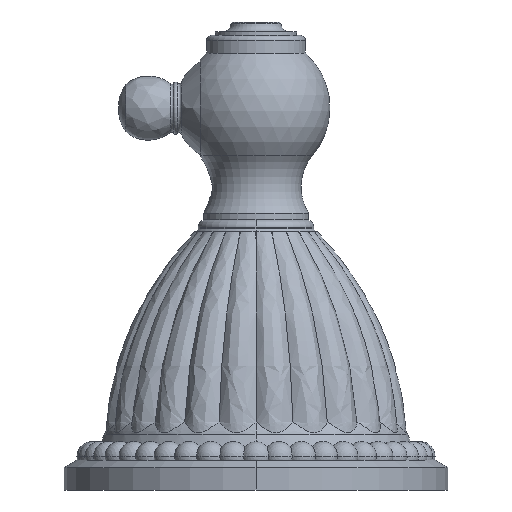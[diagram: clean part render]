
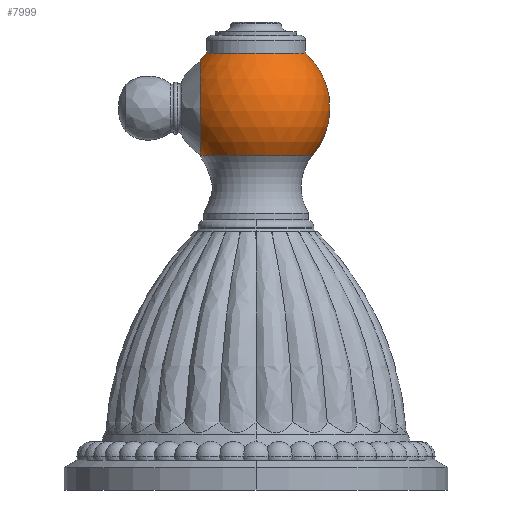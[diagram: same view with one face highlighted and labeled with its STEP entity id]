
A CAD part, left-side view. The second image highlights one B-rep face of the part: STEP entity #7999.
In plain terms, the highlighted spherical face has radius 12.573 mm.
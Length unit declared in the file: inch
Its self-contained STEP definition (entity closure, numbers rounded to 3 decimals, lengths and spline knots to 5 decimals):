
#7154=CARTESIAN_POINT('',(-0.06894,0.372,2.23929));
#7173=CARTESIAN_POINT('',(0.,0.372,2.55849));
#7174=DIRECTION('',(0.,-1.,0.));
#7175=DIRECTION('',(0.,0.,1.));
#7176=AXIS2_PLACEMENT_3D('',#7173,#7174,#7175);
#7178=CARTESIAN_POINT('',(0.,0.,2.23929));
#7179=DIRECTION('',(0.,0.,-1.));
#7180=DIRECTION('',(0.,-1.,0.));
#7181=AXIS2_PLACEMENT_3D('',#7178,#7179,#7180);
#7183=CARTESIAN_POINT('',(0.,0.,2.927));
#7184=DIRECTION('',(0.,0.,-1.));
#7185=DIRECTION('',(0.,-1.,0.));
#7186=AXIS2_PLACEMENT_3D('',#7183,#7184,#7185);
#7296=CARTESIAN_POINT('',(0.,0.,2.55849));
#7297=DIRECTION('',(-1.,0.,0.));
#7298=DIRECTION('',(0.,-0.764,-0.645));
#7299=AXIS2_PLACEMENT_3D('',#7296,#7297,#7298);
#7301=CARTESIAN_POINT('',(0.,0.,2.55849));
#7302=DIRECTION('',(1.,0.,0.));
#7303=DIRECTION('',(0.,0.752,0.66));
#7304=AXIS2_PLACEMENT_3D('',#7301,#7302,#7303);
#7859=CARTESIAN_POINT('',(0.,-0.37833,2.23929));
#7860=VERTEX_POINT('',#7859);
#7861=CARTESIAN_POINT('',(0.,-0.3305,2.927));
#7862=VERTEX_POINT('',#7861);
#7875=CARTESIAN_POINT('',(0.,0.3305,2.927));
#7876=VERTEX_POINT('',#7875);
#7877=VERTEX_POINT('',#7154);
#7879=CARTESIAN_POINT('',(0.,0.372,2.88505));
#7880=VERTEX_POINT('',#7879);
#7983=CARTESIAN_POINT('',(0.,0.,2.55849));
#7984=DIRECTION('',(0.,0.,-1.));
#7985=DIRECTION('',(0.,1.,0.));
#7986=AXIS2_PLACEMENT_3D('',#7983,#7984,#7985);
#7987=SPHERICAL_SURFACE('',#7986,0.495);
#7989=ORIENTED_EDGE('',*,*,#7988,.F.);
#7991=ORIENTED_EDGE('',*,*,#7990,.T.);
#7993=ORIENTED_EDGE('',*,*,#7992,.F.);
#7995=ORIENTED_EDGE('',*,*,#7994,.F.);
#7996=ORIENTED_EDGE('',*,*,#7971,.T.);
#7997=EDGE_LOOP('',(#7989,#7991,#7993,#7995,#7996));
#7998=FACE_OUTER_BOUND('',#7997,.F.);
#7999=ADVANCED_FACE('',(#7998),#7987,.T.);
#7177=CIRCLE('',#7176,0.32656);
#7182=CIRCLE('',#7181,0.37833);
#7187=CIRCLE('',#7186,0.3305);
#7300=CIRCLE('',#7299,0.495);
#7305=CIRCLE('',#7304,0.495);
#7971=EDGE_CURVE('',#7860,#7877,#7182,.T.);
#7988=EDGE_CURVE('',#7880,#7877,#7177,.T.);
#7990=EDGE_CURVE('',#7880,#7876,#7305,.T.);
#7992=EDGE_CURVE('',#7862,#7876,#7187,.T.);
#7994=EDGE_CURVE('',#7860,#7862,#7300,.T.);
